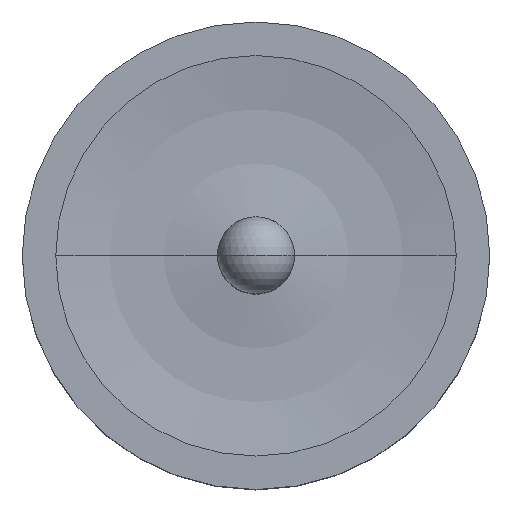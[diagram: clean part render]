
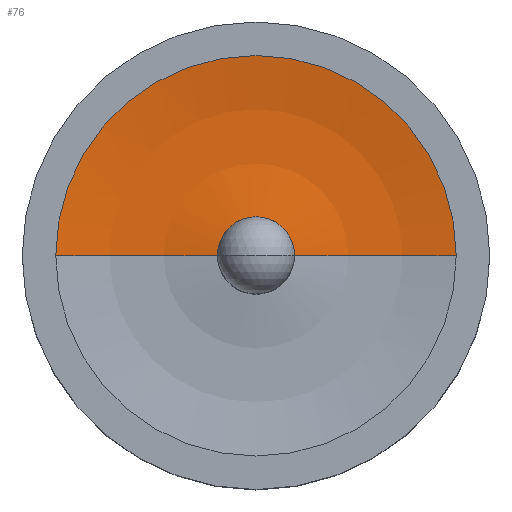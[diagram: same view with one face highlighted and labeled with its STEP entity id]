
A CAD part, top view. The second image highlights one B-rep face of the part: STEP entity #76.
In plain terms, the highlighted toroidal (fillet/blend) face has major radius 0.713 mm and minor radius 2.353 mm.
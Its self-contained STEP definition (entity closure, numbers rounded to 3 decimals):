
#24 = CARTESIAN_POINT ( 'NONE',  ( 0.713, 0., 0.473 ) ) ;
#31 = DIRECTION ( 'NONE',  ( 1., 0., 0. ) ) ;
#35 = DIRECTION ( 'NONE',  ( 0., 0., 1. ) ) ;
#53 = ORIENTED_EDGE ( 'NONE', *, *, #220, .F. ) ;
#59 = VERTEX_POINT ( 'NONE', #332 ) ;
#76 = ADVANCED_FACE ( 'NONE', ( #166 ), #337, .F. ) ;
#115 = DIRECTION ( 'NONE',  ( 0., 0., -1. ) ) ;
#122 = CIRCLE ( 'NONE', #213, 2.353 ) ;
#124 = VERTEX_POINT ( 'NONE', #570 ) ;
#126 = CARTESIAN_POINT ( 'NONE',  ( 0., 0., -1.83 ) ) ;
#129 = DIRECTION ( 'NONE',  ( -1., 0., 0. ) ) ;
#142 = AXIS2_PLACEMENT_3D ( 'NONE', #126, #35, #578 ) ;
#145 = EDGE_LOOP ( 'NONE', ( #329, #53, #586, #169 ) ) ;
#166 = FACE_OUTER_BOUND ( 'NONE', #145, .T. ) ;
#169 = ORIENTED_EDGE ( 'NONE', *, *, #263, .T. ) ;
#183 = CARTESIAN_POINT ( 'NONE',  ( -0.713, 0., 0.473 ) ) ;
#202 = EDGE_CURVE ( 'NONE', #582, #124, #122, .T. ) ;
#213 = AXIS2_PLACEMENT_3D ( 'NONE', #183, #491, #129 ) ;
#220 = EDGE_CURVE ( 'NONE', #59, #582, #540, .T. ) ;
#221 = CARTESIAN_POINT ( 'NONE',  ( -0.23, 0., -1.83 ) ) ;
#232 = VERTEX_POINT ( 'NONE', #266 ) ;
#243 = AXIS2_PLACEMENT_3D ( 'NONE', #24, #476, #115 ) ;
#255 = DIRECTION ( 'NONE',  ( 1., 0., 0. ) ) ;
#263 = EDGE_CURVE ( 'NONE', #232, #124, #307, .T. ) ;
#266 = CARTESIAN_POINT ( 'NONE',  ( 1.195, 0., -1.83 ) ) ;
#307 = CIRCLE ( 'NONE', #413, 1.195 ) ;
#329 = ORIENTED_EDGE ( 'NONE', *, *, #202, .F. ) ;
#332 = CARTESIAN_POINT ( 'NONE',  ( 0.23, 0., -1.83 ) ) ;
#337 = TOROIDAL_SURFACE ( 'NONE', #493, 0.713, 2.353 ) ;
#342 = DIRECTION ( 'NONE',  ( 0., 0., 1. ) ) ;
#348 = CIRCLE ( 'NONE', #243, 2.353 ) ;
#359 = CARTESIAN_POINT ( 'NONE',  ( 0., 0., -1.83 ) ) ;
#361 = DIRECTION ( 'NONE',  ( 0., 0., 1. ) ) ;
#413 = AXIS2_PLACEMENT_3D ( 'NONE', #359, #361, #31 ) ;
#431 = CARTESIAN_POINT ( 'NONE',  ( 0., 0., 0.473 ) ) ;
#469 = EDGE_CURVE ( 'NONE', #59, #232, #348, .T. ) ;
#476 = DIRECTION ( 'NONE',  ( 0., -1., 0. ) ) ;
#491 = DIRECTION ( 'NONE',  ( 0., 1., 0. ) ) ;
#493 = AXIS2_PLACEMENT_3D ( 'NONE', #431, #342, #255 ) ;
#540 = CIRCLE ( 'NONE', #142, 0.23 ) ;
#570 = CARTESIAN_POINT ( 'NONE',  ( -1.195, 0., -1.83 ) ) ;
#578 = DIRECTION ( 'NONE',  ( 1., 0., 0. ) ) ;
#582 = VERTEX_POINT ( 'NONE', #221 ) ;
#586 = ORIENTED_EDGE ( 'NONE', *, *, #469, .T. ) ;
